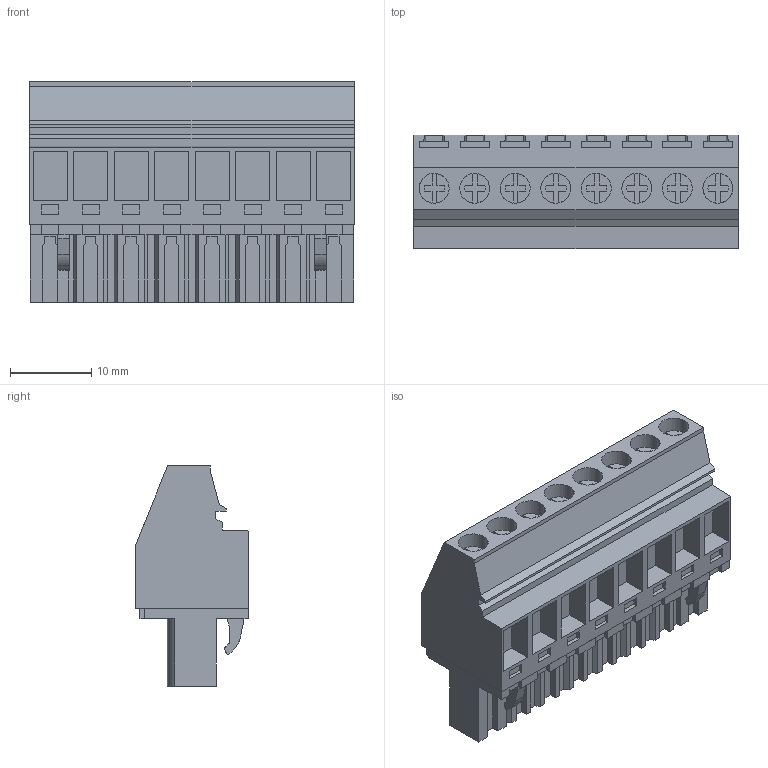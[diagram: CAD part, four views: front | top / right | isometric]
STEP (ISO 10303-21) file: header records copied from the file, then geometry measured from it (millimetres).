
FILE_DESCRIPTION(('CATIA V5 STEP Exchange','CAx-IF Rec.Pracs.--- Model Styling and Organization---1.2---2011-12-15'),'2;1');
FILE_NAME ('D1460466_0_1959040000_1959040000.stp','2017-09-20T15:13:16+00:00',('none'),('Weidmueller'),'CATIA Version 5-6 Release 2014','CATIA V5 STEP AP214','none');
FILE_SCHEMA(('AUTOMOTIVE_DESIGN { 1 0 10303 214 1 1 1 1 }'));
Length unit declared in the file: millimetre
Products named in the file (1): 1959040000
Bounding box: 40 x 14.05 x 27.2 mm (x, y, z)
Volume: 9123.7 mm3; surface area: 5545.5 mm2
Topology: 9 solids, 9 shells, 534 faces, 1470 edges, 987 vertices
Faces by surface type: plane 454, cylinder 70, extrusion 10
Entity records: 15824 total; most frequent: CARTESIAN_POINT 2993, ORIENTED_EDGE 2940, DIRECTION 2110, EDGE_CURVE 1470, VECTOR 1280, LINE 1270, VERTEX_POINT 987, EDGE_LOOP 567
